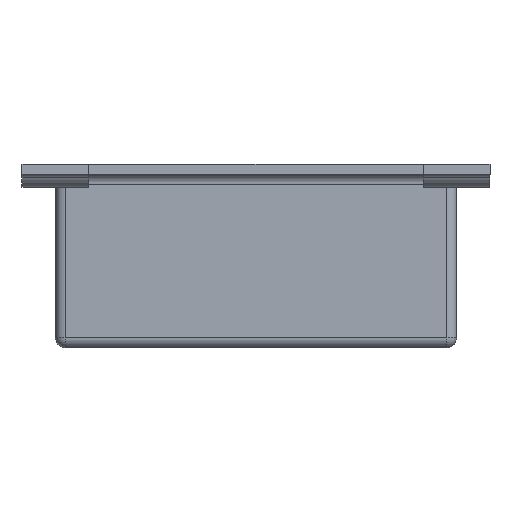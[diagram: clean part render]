
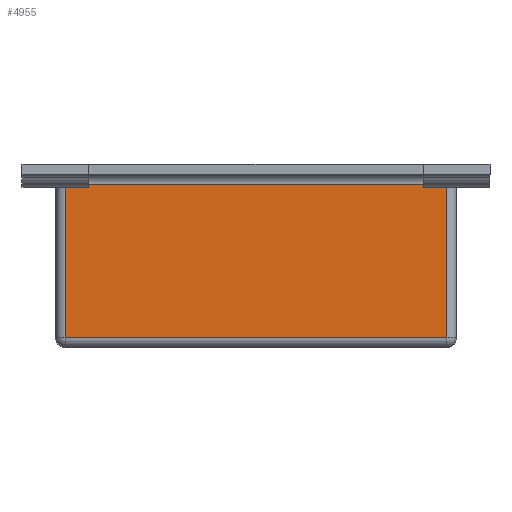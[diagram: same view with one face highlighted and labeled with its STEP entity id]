
A CAD part, left-side view. The second image highlights one B-rep face of the part: STEP entity #4955.
In plain terms, the highlighted planar face has unit normal (-1, 0, 0).
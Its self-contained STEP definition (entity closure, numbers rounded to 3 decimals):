
#627=PLANE('',#18762);
#1101=FACE_OUTER_BOUND('',#7506,.T.);
#1930=LINE('',#29056,#3420);
#1931=LINE('',#29059,#3421);
#1932=LINE('',#29061,#3422);
#1933=LINE('',#29063,#3423);
#3420=VECTOR('',#20908,1.);
#3421=VECTOR('',#20909,1.);
#3422=VECTOR('',#20910,1.);
#3423=VECTOR('',#20911,1.);
#4955=ADVANCED_FACE('',(#1101),#627,.T.);
#7506=EDGE_LOOP('',(#9241,#9242,#9243,#9244));
#9241=ORIENTED_EDGE('',*,*,#15566,.T.);
#9242=ORIENTED_EDGE('',*,*,#15567,.T.);
#9243=ORIENTED_EDGE('',*,*,#15568,.T.);
#9244=ORIENTED_EDGE('',*,*,#15569,.T.);
#13919=VERTEX_POINT('',#29057);
#13920=VERTEX_POINT('',#29058);
#13921=VERTEX_POINT('',#29060);
#13922=VERTEX_POINT('',#29062);
#15566=EDGE_CURVE('',#13919,#13920,#1930,.T.);
#15567=EDGE_CURVE('',#13920,#13921,#1931,.T.);
#15568=EDGE_CURVE('',#13921,#13922,#1932,.T.);
#15569=EDGE_CURVE('',#13922,#13919,#1933,.T.);
#18762=AXIS2_PLACEMENT_3D('',#29064,#20912,#20913);
#20908=DIRECTION('',(0.,1.,0.));
#20909=DIRECTION('',(0.,0.,-1.));
#20910=DIRECTION('',(0.,-1.,0.));
#20911=DIRECTION('',(0.,0.,1.));
#20912=DIRECTION('',(-1.,0.,0.));
#20913=DIRECTION('',(0.,0.,1.));
#29056=CARTESIAN_POINT('',(-140.,60.,-6.));
#29057=CARTESIAN_POINT('',(-140.,-57.,-6.));
#29058=CARTESIAN_POINT('',(-140.,57.,-6.));
#29059=CARTESIAN_POINT('',(-140.,57.,-55.));
#29060=CARTESIAN_POINT('',(-140.,57.,-52.));
#29061=CARTESIAN_POINT('',(-140.,-60.,-52.));
#29062=CARTESIAN_POINT('',(-140.,-57.,-52.));
#29063=CARTESIAN_POINT('',(-140.,-57.,-55.));
#29064=CARTESIAN_POINT('',(-140.,60.,-55.));
